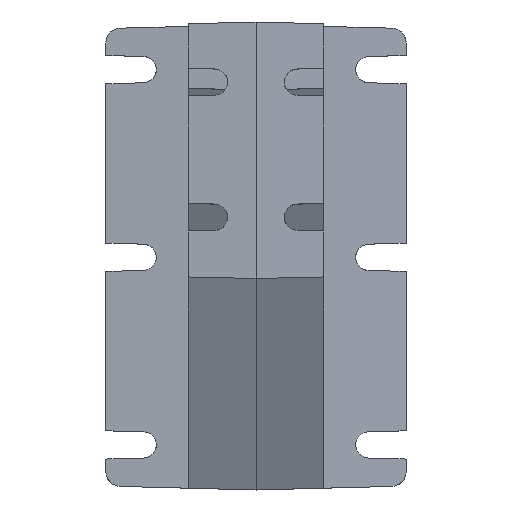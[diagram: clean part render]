
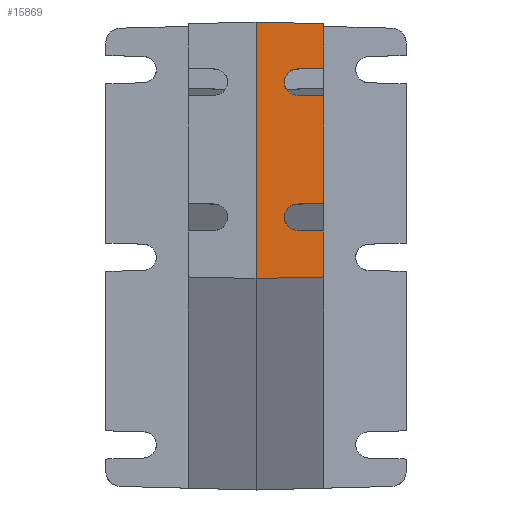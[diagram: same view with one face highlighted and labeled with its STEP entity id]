
A CAD part, top view. The second image highlights one B-rep face of the part: STEP entity #15869.
In plain terms, the highlighted planar face has unit normal (0.026, 0, 1).
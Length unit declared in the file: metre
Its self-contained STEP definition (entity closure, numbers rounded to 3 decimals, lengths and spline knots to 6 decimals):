
#41=ELLIPSE('',#16762,0.001751,0.00175);
#42=ELLIPSE('',#16763,0.001751,0.00175);
#851=ORIENTED_EDGE('',*,*,#5341,.F.);
#852=ORIENTED_EDGE('',*,*,#5342,.T.);
#853=ORIENTED_EDGE('',*,*,#4759,.F.);
#854=ORIENTED_EDGE('',*,*,#5343,.T.);
#855=ORIENTED_EDGE('',*,*,#5344,.T.);
#856=ORIENTED_EDGE('',*,*,#5345,.F.);
#857=ORIENTED_EDGE('',*,*,#4804,.F.);
#858=ORIENTED_EDGE('',*,*,#5346,.T.);
#859=ORIENTED_EDGE('',*,*,#5347,.T.);
#860=ORIENTED_EDGE('',*,*,#5348,.F.);
#861=ORIENTED_EDGE('',*,*,#4732,.F.);
#862=ORIENTED_EDGE('',*,*,#4720,.T.);
#4720=EDGE_CURVE('',#7009,#7008,#8538,.F.);
#4732=EDGE_CURVE('',#7009,#7019,#8549,.T.);
#4759=EDGE_CURVE('',#7042,#7043,#8576,.T.);
#4804=EDGE_CURVE('',#7085,#7086,#8621,.T.);
#5341=EDGE_CURVE('',#7545,#7008,#9154,.T.);
#5342=EDGE_CURVE('',#7545,#7043,#9155,.F.);
#5343=EDGE_CURVE('',#7042,#7546,#9156,.T.);
#5344=EDGE_CURVE('',#7546,#7547,#41,.F.);
#5345=EDGE_CURVE('',#7086,#7547,#9157,.F.);
#5346=EDGE_CURVE('',#7085,#7548,#9158,.T.);
#5347=EDGE_CURVE('',#7548,#7549,#42,.F.);
#5348=EDGE_CURVE('',#7019,#7549,#9159,.F.);
#7008=VERTEX_POINT('',#21787);
#7009=VERTEX_POINT('',#21789);
#7019=VERTEX_POINT('',#21812);
#7042=VERTEX_POINT('',#21862);
#7043=VERTEX_POINT('',#21864);
#7085=VERTEX_POINT('',#21950);
#7086=VERTEX_POINT('',#21952);
#7545=VERTEX_POINT('',#23021);
#7546=VERTEX_POINT('',#23024);
#7547=VERTEX_POINT('',#23026);
#7548=VERTEX_POINT('',#23029);
#7549=VERTEX_POINT('',#23031);
#8538=LINE('',#21788,#10787);
#8549=LINE('',#21811,#10798);
#8576=LINE('',#21863,#10825);
#8621=LINE('',#21951,#10870);
#9154=LINE('',#23020,#11403);
#9155=LINE('',#23022,#11404);
#9156=LINE('',#23023,#11405);
#9157=LINE('',#23027,#11406);
#9158=LINE('',#23028,#11407);
#9159=LINE('',#23032,#11408);
#10787=VECTOR('',#17667,1.);
#10798=VECTOR('',#17682,1.);
#10825=VECTOR('',#17711,1.);
#10870=VECTOR('',#17756,1.);
#11403=VECTOR('',#18443,1.);
#11404=VECTOR('',#18444,1.);
#11405=VECTOR('',#18445,1.);
#11406=VECTOR('',#18448,1.);
#11407=VECTOR('',#18449,1.);
#11408=VECTOR('',#18452,1.);
#13119=EDGE_LOOP('',(#851,#852,#853,#854,#855,#856,#857,#858,#859,#860,
#861,#862));
#14095=FACE_BOUND('',#13119,.T.);
#15019=PLANE('',#16761);
#15869=ADVANCED_FACE('',(#14095),#15019,.T.);
#16761=AXIS2_PLACEMENT_3D('',#23019,#18441,#18442);
#16762=AXIS2_PLACEMENT_3D('',#23025,#18446,#18447);
#16763=AXIS2_PLACEMENT_3D('',#23030,#18450,#18451);
#17667=DIRECTION('',(0.999,-0.026,-0.026));
#17682=DIRECTION('',(0.,-1.,0.));
#17711=DIRECTION('',(0.,-1.,0.));
#17756=DIRECTION('',(0.,-1.,0.));
#18441=DIRECTION('',(0.026,0.,1.));
#18442=DIRECTION('',(1.,0.,-0.026));
#18443=DIRECTION('',(0.,1.,0.));
#18444=DIRECTION('',(-0.999,-0.023,0.026));
#18445=DIRECTION('',(-0.999,0.026,0.026));
#18446=DIRECTION('',(0.026,0.,1.));
#18447=DIRECTION('',(-1.,0.,0.026));
#18448=DIRECTION('',(0.999,0.026,-0.026));
#18449=DIRECTION('',(-0.999,0.026,0.026));
#18450=DIRECTION('',(0.026,0.,1.));
#18451=DIRECTION('',(-1.,0.,0.026));
#18452=DIRECTION('',(0.999,0.026,-0.026));
#21787=CARTESIAN_POINT('',(0.,0.031,0.201));
#21788=CARTESIAN_POINT('',(0.005256,0.030862,0.200862));
#21789=CARTESIAN_POINT('',(0.009,0.030764,0.200764));
#21811=CARTESIAN_POINT('',(0.009,0.,0.200764));
#21812=CARTESIAN_POINT('',(0.009,0.024842,0.200764));
#21862=CARTESIAN_POINT('',(0.009,0.003158,0.200764));
#21863=CARTESIAN_POINT('',(0.009,0.,0.200764));
#21864=CARTESIAN_POINT('',(0.009,-0.002968,0.200764));
#21950=CARTESIAN_POINT('',(0.009,0.021158,0.200764));
#21951=CARTESIAN_POINT('',(0.009,0.,0.200764));
#21952=CARTESIAN_POINT('',(0.009,0.006842,0.200764));
#23019=CARTESIAN_POINT('',(0.,0.,0.201));
#23020=CARTESIAN_POINT('',(0.,0.,0.201));
#23021=CARTESIAN_POINT('',(0.,-0.003173,0.201));
#23022=CARTESIAN_POINT('',(0.004515,-0.00307,0.200882));
#23023=CARTESIAN_POINT('',(0.000089,0.003392,0.200998));
#23024=CARTESIAN_POINT('',(0.005477,0.003251,0.200857));
#23025=CARTESIAN_POINT('',(0.005523,0.005,0.200855));
#23026=CARTESIAN_POINT('',(0.005477,0.006749,0.200857));
#23027=CARTESIAN_POINT('',(-0.000173,0.006601,0.201005));
#23028=CARTESIAN_POINT('',(0.000559,0.021379,0.200985));
#23029=CARTESIAN_POINT('',(0.005477,0.021251,0.200857));
#23030=CARTESIAN_POINT('',(0.005523,0.023,0.200855));
#23031=CARTESIAN_POINT('',(0.005477,0.024749,0.200857));
#23032=CARTESIAN_POINT('',(-0.000643,0.024589,0.201017));
